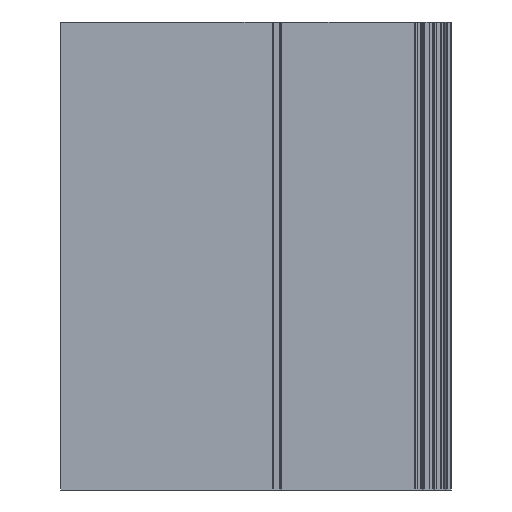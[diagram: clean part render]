
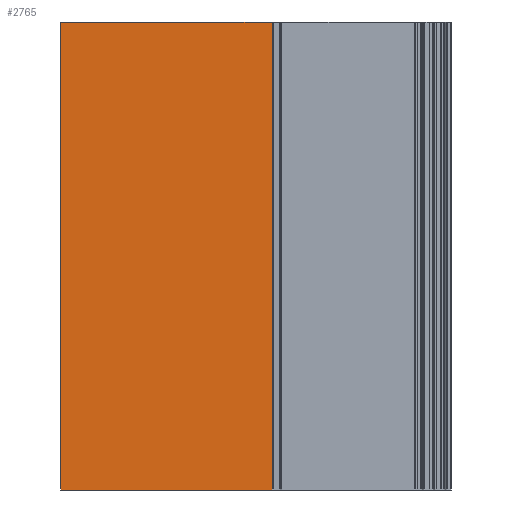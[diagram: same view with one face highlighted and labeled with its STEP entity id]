
A CAD part, front view. The second image highlights one B-rep face of the part: STEP entity #2765.
In plain terms, the highlighted planar face has unit normal (0, -1, 0).
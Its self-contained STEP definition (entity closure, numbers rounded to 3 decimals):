
#422=CARTESIAN_POINT('',(184.235,-230.801,570.05));
#423=VERTEX_POINT('',#422);
#430=CARTESIAN_POINT('',(229.39,-230.801,570.05));
#431=VERTEX_POINT('',#430);
#432=CARTESIAN_POINT('',(229.39,-230.801,570.05));
#433=DIRECTION('',(-1.,0.,-0.));
#434=VECTOR('',#433,45.155);
#435=LINE('',#432,#434);
#436=EDGE_CURVE('',#431,#423,#435,.T.);
#928=CARTESIAN_POINT('',(184.235,-230.801,470.05));
#929=VERTEX_POINT('',#928);
#936=CARTESIAN_POINT('',(184.235,-230.801,470.05));
#937=DIRECTION('',(0.,0.,1.));
#938=VECTOR('',#937,100.);
#939=LINE('',#936,#938);
#940=EDGE_CURVE('',#929,#423,#939,.T.);
#1694=CARTESIAN_POINT('',(229.39,-230.801,470.05));
#1695=VERTEX_POINT('',#1694);
#1703=CARTESIAN_POINT('',(229.39,-230.801,470.05));
#1704=DIRECTION('',(-1.,0.,-0.));
#1705=VECTOR('',#1704,45.155);
#1706=LINE('',#1703,#1705);
#1707=EDGE_CURVE('',#1695,#929,#1706,.T.);
#2592=CARTESIAN_POINT('',(229.39,-230.801,570.05));
#2593=DIRECTION('',(-0.,-0.,-1.));
#2594=VECTOR('',#2593,100.);
#2595=LINE('',#2592,#2594);
#2596=EDGE_CURVE('',#431,#1695,#2595,.T.);
#2754=CARTESIAN_POINT('',(229.39,-230.801,470.05));
#2755=DIRECTION('',(0.,-1.,0.));
#2756=DIRECTION('',(1.,0.,0.));
#2757=AXIS2_PLACEMENT_3D('',#2754,#2755,#2756);
#2758=PLANE('',#2757);
#2759=ORIENTED_EDGE('',*,*,#1707,.F.);
#2760=ORIENTED_EDGE('',*,*,#2596,.F.);
#2761=ORIENTED_EDGE('',*,*,#436,.T.);
#2762=ORIENTED_EDGE('',*,*,#940,.F.);
#2763=EDGE_LOOP('',(#2759,#2760,#2761,#2762));
#2764=FACE_BOUND('',#2763,.T.);
#2765=ADVANCED_FACE('',(#2764),#2758,.T.);
